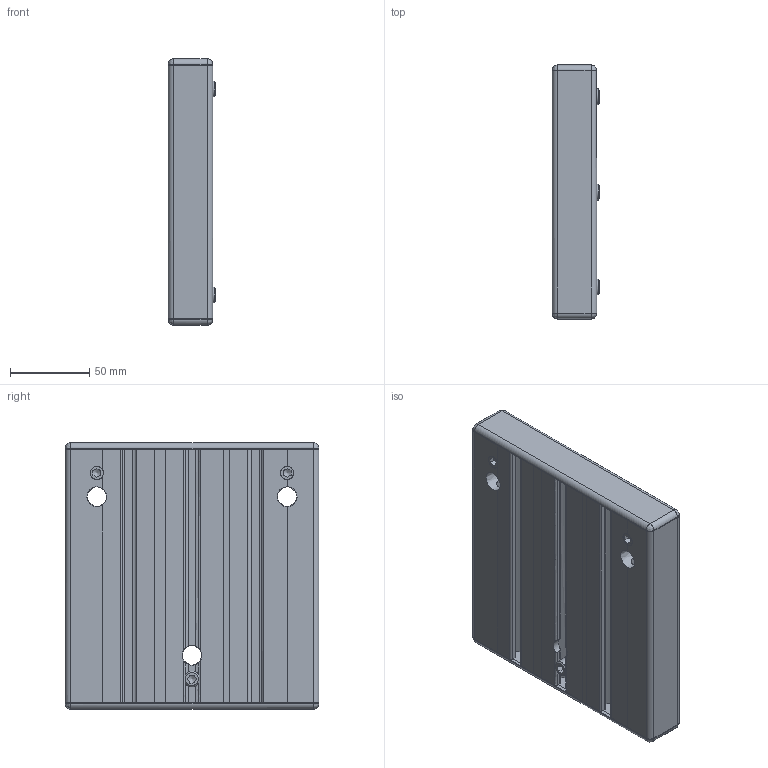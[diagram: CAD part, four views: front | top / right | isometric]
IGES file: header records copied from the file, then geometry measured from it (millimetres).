
Global section: file name: SZ0350V_A; native system: Autodesk Inventor 2015; preprocessor: unknown; author: Behrens; date: 20151123.110424; units: millimetre
Bounding box: 30 x 160 x 168 mm (x, y, z)
Volume: 506433.2 mm3; surface area: 169400.3 mm2
Topology: 6 solids, 6 shells, 453 faces, 1331 edges, 894 vertices
Faces by surface type: bspline 453
